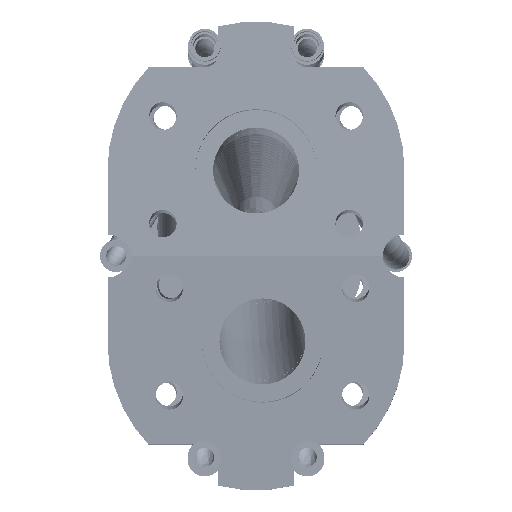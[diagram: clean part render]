
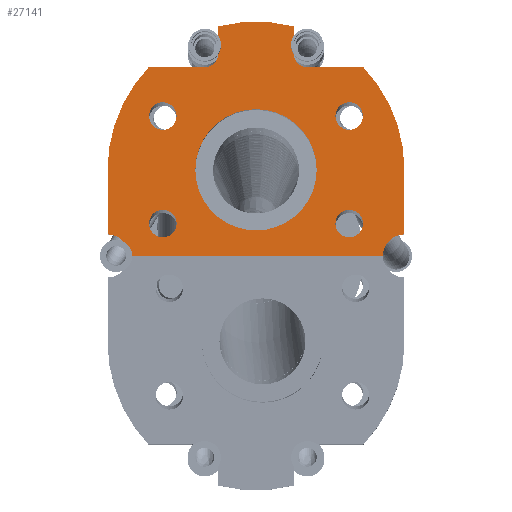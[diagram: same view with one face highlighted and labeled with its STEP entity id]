
A CAD part, left-side view. The second image highlights one B-rep face of the part: STEP entity #27141.
In plain terms, the highlighted face is planar.
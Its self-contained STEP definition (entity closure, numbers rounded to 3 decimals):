
#944=FACE_BOUND('',#10542,.T.);
#945=FACE_BOUND('',#10543,.T.);
#946=FACE_BOUND('',#10544,.T.);
#947=FACE_BOUND('',#10545,.T.);
#948=FACE_BOUND('',#10546,.T.);
#1452=PLANE('',#30583);
#2118=ELLIPSE('',#30577,5.004,5.);
#2120=ELLIPSE('',#30580,5.004,5.);
#2921=LINE('',#47026,#4715);
#2923=LINE('',#47029,#4717);
#2924=LINE('',#47031,#4718);
#2925=LINE('',#47035,#4719);
#2926=LINE('',#47039,#4720);
#2927=LINE('',#47043,#4721);
#2928=LINE('',#47047,#4722);
#4715=VECTOR('',#36549,10.);
#4717=VECTOR('',#36553,10.);
#4718=VECTOR('',#36554,10.);
#4719=VECTOR('',#36557,10.);
#4720=VECTOR('',#36560,10.);
#4721=VECTOR('',#36563,10.);
#4722=VECTOR('',#36566,10.);
#6611=CIRCLE('',#30584,34.5);
#6612=CIRCLE('',#30585,3.2);
#6613=CIRCLE('',#30586,34.5);
#6614=CIRCLE('',#30587,3.2);
#6615=CIRCLE('',#30588,34.5);
#6616=CIRCLE('',#30589,3.2);
#6617=CIRCLE('',#30590,3.2);
#6618=CIRCLE('',#30591,3.2);
#6619=CIRCLE('',#30592,3.2);
#6620=CIRCLE('',#30593,14.1);
#8907=FACE_OUTER_BOUND('',#10541,.T.);
#10541=EDGE_LOOP('',(#22031,#22032,#22033,#22034,#22035,#22036,#22037,#22038,
#22039,#22040,#22041,#22042,#22043,#22044));
#10542=EDGE_LOOP('',(#22045));
#10543=EDGE_LOOP('',(#22046));
#10544=EDGE_LOOP('',(#22047));
#10545=EDGE_LOOP('',(#22048));
#10546=EDGE_LOOP('',(#22049));
#13067=VERTEX_POINT('',#47001);
#13068=VERTEX_POINT('',#47003);
#13070=VERTEX_POINT('',#47008);
#13071=VERTEX_POINT('',#47017);
#13073=VERTEX_POINT('',#47025);
#13074=VERTEX_POINT('',#47030);
#13075=VERTEX_POINT('',#47032);
#13076=VERTEX_POINT('',#47034);
#13077=VERTEX_POINT('',#47036);
#13078=VERTEX_POINT('',#47038);
#13079=VERTEX_POINT('',#47040);
#13080=VERTEX_POINT('',#47042);
#13081=VERTEX_POINT('',#47044);
#13082=VERTEX_POINT('',#47046);
#13083=VERTEX_POINT('',#47049);
#13084=VERTEX_POINT('',#47051);
#13085=VERTEX_POINT('',#47053);
#13086=VERTEX_POINT('',#47055);
#13087=VERTEX_POINT('',#47057);
#16339=EDGE_CURVE('',#13068,#13067,#2118,.T.);
#16345=EDGE_CURVE('',#13070,#13071,#2120,.T.);
#16348=EDGE_CURVE('',#13068,#13073,#2921,.T.);
#16350=EDGE_CURVE('',#13070,#13067,#2923,.T.);
#16351=EDGE_CURVE('',#13074,#13071,#2924,.T.);
#16352=EDGE_CURVE('',#13074,#13075,#6611,.T.);
#16353=EDGE_CURVE('',#13075,#13076,#2925,.T.);
#16354=EDGE_CURVE('',#13076,#13077,#6612,.T.);
#16355=EDGE_CURVE('',#13077,#13078,#2926,.T.);
#16356=EDGE_CURVE('',#13078,#13079,#6613,.T.);
#16357=EDGE_CURVE('',#13079,#13080,#2927,.T.);
#16358=EDGE_CURVE('',#13080,#13081,#6614,.T.);
#16359=EDGE_CURVE('',#13081,#13082,#2928,.T.);
#16360=EDGE_CURVE('',#13082,#13073,#6615,.T.);
#16361=EDGE_CURVE('',#13083,#13083,#6616,.T.);
#16362=EDGE_CURVE('',#13084,#13084,#6617,.T.);
#16363=EDGE_CURVE('',#13085,#13085,#6618,.T.);
#16364=EDGE_CURVE('',#13086,#13086,#6619,.T.);
#16365=EDGE_CURVE('',#13087,#13087,#6620,.T.);
#22031=ORIENTED_EDGE('',*,*,#16339,.T.);
#22032=ORIENTED_EDGE('',*,*,#16350,.F.);
#22033=ORIENTED_EDGE('',*,*,#16345,.T.);
#22034=ORIENTED_EDGE('',*,*,#16351,.F.);
#22035=ORIENTED_EDGE('',*,*,#16352,.T.);
#22036=ORIENTED_EDGE('',*,*,#16353,.T.);
#22037=ORIENTED_EDGE('',*,*,#16354,.T.);
#22038=ORIENTED_EDGE('',*,*,#16355,.T.);
#22039=ORIENTED_EDGE('',*,*,#16356,.T.);
#22040=ORIENTED_EDGE('',*,*,#16357,.T.);
#22041=ORIENTED_EDGE('',*,*,#16358,.T.);
#22042=ORIENTED_EDGE('',*,*,#16359,.T.);
#22043=ORIENTED_EDGE('',*,*,#16360,.T.);
#22044=ORIENTED_EDGE('',*,*,#16348,.F.);
#22045=ORIENTED_EDGE('',*,*,#16361,.T.);
#22046=ORIENTED_EDGE('',*,*,#16362,.T.);
#22047=ORIENTED_EDGE('',*,*,#16363,.T.);
#22048=ORIENTED_EDGE('',*,*,#16364,.T.);
#22049=ORIENTED_EDGE('',*,*,#16365,.T.);
#27141=ADVANCED_FACE('',(#8907,#944,#945,#946,#947,#948),#1452,.F.);
#30577=AXIS2_PLACEMENT_3D('',#47004,#36532,#36533);
#30580=AXIS2_PLACEMENT_3D('',#47019,#36541,#36542);
#30583=AXIS2_PLACEMENT_3D('',#47028,#36551,#36552);
#30584=AXIS2_PLACEMENT_3D('',#47033,#36555,#36556);
#30585=AXIS2_PLACEMENT_3D('',#47037,#36558,#36559);
#30586=AXIS2_PLACEMENT_3D('',#47041,#36561,#36562);
#30587=AXIS2_PLACEMENT_3D('',#47045,#36564,#36565);
#30588=AXIS2_PLACEMENT_3D('',#47048,#36567,#36568);
#30589=AXIS2_PLACEMENT_3D('',#47050,#36569,#36570);
#30590=AXIS2_PLACEMENT_3D('',#47052,#36571,#36572);
#30591=AXIS2_PLACEMENT_3D('',#47054,#36573,#36574);
#30592=AXIS2_PLACEMENT_3D('',#47056,#36575,#36576);
#30593=AXIS2_PLACEMENT_3D('',#47058,#36577,#36578);
#36532=DIRECTION('center_axis',(0.999,0.042,0.));
#36533=DIRECTION('ref_axis',(-0.042,0.999,0.));
#36541=DIRECTION('center_axis',(0.999,0.042,0.));
#36542=DIRECTION('ref_axis',(-0.042,0.999,0.));
#36549=DIRECTION('',(0.042,-0.999,0.));
#36551=DIRECTION('center_axis',(0.999,0.042,0.));
#36552=DIRECTION('ref_axis',(-0.042,0.999,0.));
#36553=DIRECTION('',(0.,0.,1.));
#36554=DIRECTION('',(-0.042,0.999,0.));
#36555=DIRECTION('center_axis',(-0.999,-0.042,
0.));
#36556=DIRECTION('ref_axis',(0.,0.,-1.));
#36557=DIRECTION('',(0.,0.,1.));
#36558=DIRECTION('center_axis',(0.999,0.042,0.));
#36559=DIRECTION('ref_axis',(0.,0.,1.));
#36560=DIRECTION('',(0.042,-0.999,0.));
#36561=DIRECTION('center_axis',(-0.999,-0.042,
0.));
#36562=DIRECTION('ref_axis',(0.,0.,-1.));
#36563=DIRECTION('',(-0.042,0.999,0.));
#36564=DIRECTION('center_axis',(0.999,0.042,0.));
#36565=DIRECTION('ref_axis',(-0.042,0.999,0.));
#36566=DIRECTION('',(0.,0.,1.));
#36567=DIRECTION('center_axis',(-0.999,-0.042,
0.));
#36568=DIRECTION('ref_axis',(0.,0.,-1.));
#36569=DIRECTION('center_axis',(0.999,0.042,0.));
#36570=DIRECTION('ref_axis',(0.,0.,-1.));
#36571=DIRECTION('center_axis',(0.999,0.042,0.));
#36572=DIRECTION('ref_axis',(0.,0.,-1.));
#36573=DIRECTION('center_axis',(0.999,0.042,0.));
#36574=DIRECTION('ref_axis',(0.,0.,-1.));
#36575=DIRECTION('center_axis',(0.999,0.042,0.));
#36576=DIRECTION('ref_axis',(0.,0.,-1.));
#36577=DIRECTION('center_axis',(0.999,0.042,0.));
#36578=DIRECTION('ref_axis',(0.,0.,-1.));
#47001=CARTESIAN_POINT('',(-26.416,0.,29.5));
#47003=CARTESIAN_POINT('',(-26.208,-5.,34.5));
#47004=CARTESIAN_POINT('Origin',(-26.416,0.,
34.5));
#47008=CARTESIAN_POINT('',(-26.416,0.,-29.5));
#47017=CARTESIAN_POINT('',(-26.208,-5.,-34.5));
#47019=CARTESIAN_POINT('Origin',(-26.416,0.,
-34.5));
#47025=CARTESIAN_POINT('',(-25.584,-20.016,34.5));
#47026=CARTESIAN_POINT('',(-25.159,-30.237,34.5));
#47028=CARTESIAN_POINT('Origin',(-23.922,-60.,0.));
#47029=CARTESIAN_POINT('',(-26.416,0.,0.));
#47030=CARTESIAN_POINT('',(-25.584,-20.016,-34.5));
#47031=CARTESIAN_POINT('',(-25.159,-30.237,-34.5));
#47032=CARTESIAN_POINT('',(-24.596,-43.795,-24.976));
#47033=CARTESIAN_POINT('Origin',(-25.584,-20.016,0.));
#47034=CARTESIAN_POINT('',(-24.596,-43.795,-12.));
#47035=CARTESIAN_POINT('',(-24.596,-43.795,-12.488));
#47036=CARTESIAN_POINT('',(-24.463,-46.993,-8.8));
#47037=CARTESIAN_POINT('Origin',(-24.463,-46.993,-12.));
#47038=CARTESIAN_POINT('',(-24.199,-53.346,-8.8));
#47039=CARTESIAN_POINT('',(-24.193,-53.496,-8.8));
#47040=CARTESIAN_POINT('',(-24.199,-53.346,8.8));
#47041=CARTESIAN_POINT('Origin',(-25.584,-20.016,0.));
#47042=CARTESIAN_POINT('',(-24.463,-46.993,8.8));
#47043=CARTESIAN_POINT('',(-24.061,-56.673,8.8));
#47044=CARTESIAN_POINT('',(-24.596,-43.795,12.));
#47045=CARTESIAN_POINT('Origin',(-24.463,-46.993,12.));
#47046=CARTESIAN_POINT('',(-24.596,-43.795,24.976));
#47047=CARTESIAN_POINT('',(-24.596,-43.795,6.));
#47048=CARTESIAN_POINT('Origin',(-25.584,-20.016,0.));
#47049=CARTESIAN_POINT('',(-25.065,-32.505,-18.451));
#47050=CARTESIAN_POINT('Origin',(-25.065,-32.505,-21.651));
#47051=CARTESIAN_POINT('',(-25.065,-32.505,24.851));
#47052=CARTESIAN_POINT('Origin',(-25.065,-32.505,21.651));
#47053=CARTESIAN_POINT('',(-26.103,-7.527,24.851));
#47054=CARTESIAN_POINT('Origin',(-26.103,-7.527,21.651));
#47055=CARTESIAN_POINT('',(-26.103,-7.527,-18.451));
#47056=CARTESIAN_POINT('Origin',(-26.103,-7.527,-21.651));
#47057=CARTESIAN_POINT('',(-25.584,-20.016,14.1));
#47058=CARTESIAN_POINT('Origin',(-25.584,-20.016,0.));
